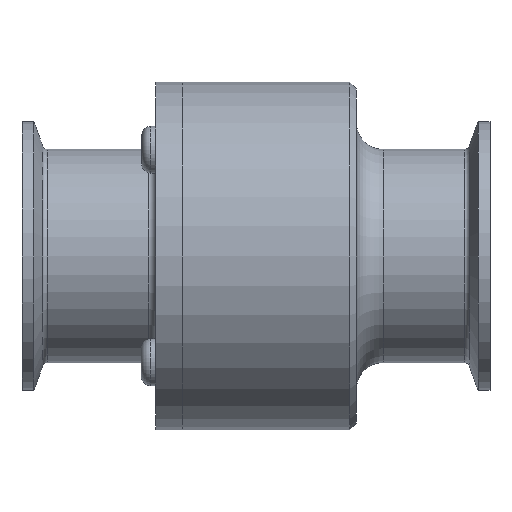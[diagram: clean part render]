
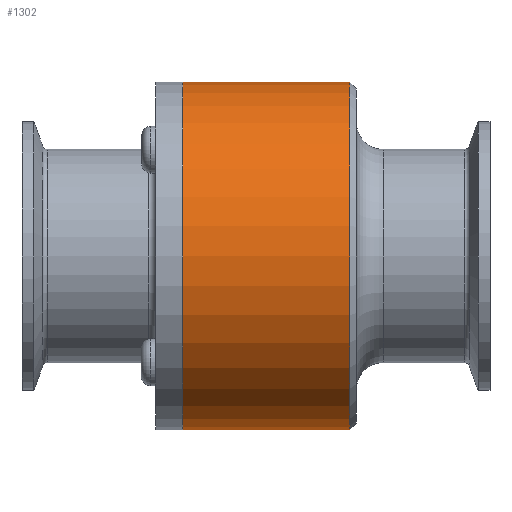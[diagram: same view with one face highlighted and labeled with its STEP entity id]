
A CAD part, front view. The second image highlights one B-rep face of the part: STEP entity #1302.
In plain terms, the highlighted cylindrical face has radius 41.275 mm (diameter 82.55 mm), a full revolution.
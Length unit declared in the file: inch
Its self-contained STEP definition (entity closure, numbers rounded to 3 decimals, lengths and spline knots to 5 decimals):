
#143=CIRCLE('',#1468,1.625);
#144=CIRCLE('',#1469,1.625);
#240=FACE_BOUND('',#494,.T.);
#241=FACE_BOUND('',#495,.T.);
#350=CYLINDRICAL_SURFACE('',#1467,1.625);
#390=FACE_OUTER_BOUND('',#493,.T.);
#493=EDGE_LOOP('',(#1021));
#494=EDGE_LOOP('',(#1022));
#495=EDGE_LOOP('',(#1023));
#703=B_SPLINE_CURVE_WITH_KNOTS('',3,(#2292,#2293,#2294,#2295,#2296,#2297,
#2298,#2299,#2300,#2301,#2302,#2303,#2304,#2305,#2306,#2307,#2308,#2309,
#2310,#2311,#2312,#2313,#2314,#2315,#2316,#2317,#2318,#2319,#2320,#2321),
 .UNSPECIFIED.,.T.,.F.,(4,1,1,1,1,1,1,1,1,1,1,1,1,1,1,1,1,1,1,1,1,1,1,1,
1,1,1,4),(-5.1829,-5.09035,-4.81269,-4.62759,
-4.44249,-4.30366,-4.25738,-4.07228,
-3.70207,-3.51697,-3.33186,-3.14676,
-3.00793,-2.96166,-2.71485,-2.46805,
-2.22124,-1.97444,-1.85104,-1.72763,
-1.63508,-1.48083,-1.11062,-0.92552,-0.74041,
-0.55531,-0.37021,0.),
 .UNSPECIFIED.);
#747=VERTEX_POINT('',#2259);
#750=VERTEX_POINT('',#2359);
#751=VERTEX_POINT('',#2361);
#875=EDGE_CURVE('',#747,#747,#703,.T.);
#877=EDGE_CURVE('',#750,#750,#143,.T.);
#878=EDGE_CURVE('',#751,#751,#144,.T.);
#1021=ORIENTED_EDGE('',*,*,#877,.T.);
#1022=ORIENTED_EDGE('',*,*,#878,.F.);
#1023=ORIENTED_EDGE('',*,*,#875,.F.);
#1302=ADVANCED_FACE('',(#390,#240,#241),#350,.T.);
#1467=AXIS2_PLACEMENT_3D('',#2358,#1691,#1692);
#1468=AXIS2_PLACEMENT_3D('',#2360,#1693,#1694);
#1469=AXIS2_PLACEMENT_3D('',#2362,#1695,#1696);
#1691=DIRECTION('center_axis',(1.,0.,0.));
#1692=DIRECTION('ref_axis',(0.,1.,0.));
#1693=DIRECTION('center_axis',(1.,0.,0.));
#1694=DIRECTION('ref_axis',(0.,1.,0.));
#1695=DIRECTION('center_axis',(1.,0.,0.));
#1696=DIRECTION('ref_axis',(0.,1.,0.));
#2259=CARTESIAN_POINT('',(0.81193,1.57541,-0.39838));
#2292=CARTESIAN_POINT('Ctrl Pts',(0.81195,1.5754,-0.39839));
#2293=CARTESIAN_POINT('Ctrl Pts',(0.7975,1.57541,-0.39838));
#2294=CARTESIAN_POINT('Ctrl Pts',(0.73853,1.57615,-0.39531));
#2295=CARTESIAN_POINT('Ctrl Pts',(0.64859,1.58257,-0.3702));
#2296=CARTESIAN_POINT('Ctrl Pts',(0.55847,1.59494,-0.3128));
#2297=CARTESIAN_POINT('Ctrl Pts',(0.50304,1.60484,-0.25756));
#2298=CARTESIAN_POINT('Ctrl Pts',(0.46906,1.61187,-0.20754));
#2299=CARTESIAN_POINT('Ctrl Pts',(0.44108,1.618,-0.15393));
#2300=CARTESIAN_POINT('Ctrl Pts',(0.40836,1.62582,-0.0589));
#2301=CARTESIAN_POINT('Ctrl Pts',(0.40851,1.6258,0.05891));
#2302=CARTESIAN_POINT('Ctrl Pts',(0.44848,1.61622,0.17578));
#2303=CARTESIAN_POINT('Ctrl Pts',(0.49809,1.60574,0.25243));
#2304=CARTESIAN_POINT('Ctrl Pts',(0.55335,1.59583,0.30779));
#2305=CARTESIAN_POINT('Ctrl Pts',(0.60362,1.58875,0.34157));
#2306=CARTESIAN_POINT('Ctrl Pts',(0.66639,1.58148,0.37409));
#2307=CARTESIAN_POINT('Ctrl Pts',(0.75377,1.57502,0.4));
#2308=CARTESIAN_POINT('Ctrl Pts',(0.87012,1.575,0.39998));
#2309=CARTESIAN_POINT('Ctrl Pts',(0.98986,1.58393,0.36438));
#2310=CARTESIAN_POINT('Ctrl Pts',(1.07277,1.5962,0.30669));
#2311=CARTESIAN_POINT('Ctrl Pts',(1.12476,1.60569,0.25114));
#2312=CARTESIAN_POINT('Ctrl Pts',(1.15637,1.61218,0.20545));
#2313=CARTESIAN_POINT('Ctrl Pts',(1.18386,1.61825,0.15155));
#2314=CARTESIAN_POINT('Ctrl Pts',(1.21547,1.62582,0.05385));
#2315=CARTESIAN_POINT('Ctrl Pts',(1.2154,1.6258,-0.05899));
#2316=CARTESIAN_POINT('Ctrl Pts',(1.17533,1.61622,-0.17573));
#2317=CARTESIAN_POINT('Ctrl Pts',(1.12589,1.60574,-0.25238));
#2318=CARTESIAN_POINT('Ctrl Pts',(1.06535,1.59495,-0.31282));
#2319=CARTESIAN_POINT('Ctrl Pts',(0.96246,1.58076,-0.37843));
#2320=CARTESIAN_POINT('Ctrl Pts',(0.86977,1.57537,-0.39845));
#2321=CARTESIAN_POINT('Ctrl Pts',(0.81195,1.5754,-0.39839));
#2358=CARTESIAN_POINT('Origin',(0.84318,0.,0.));
#2359=CARTESIAN_POINT('',(0.06193,1.625,0.));
#2360=CARTESIAN_POINT('Origin',(0.06193,0.,0.));
#2361=CARTESIAN_POINT('',(1.62443,1.625,0.));
#2362=CARTESIAN_POINT('Origin',(1.62443,0.,0.));
